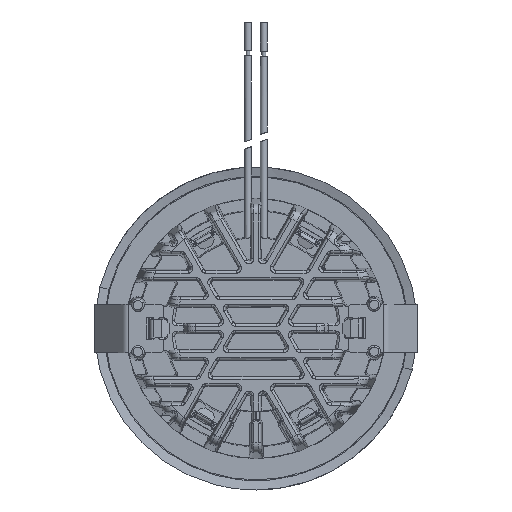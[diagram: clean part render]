
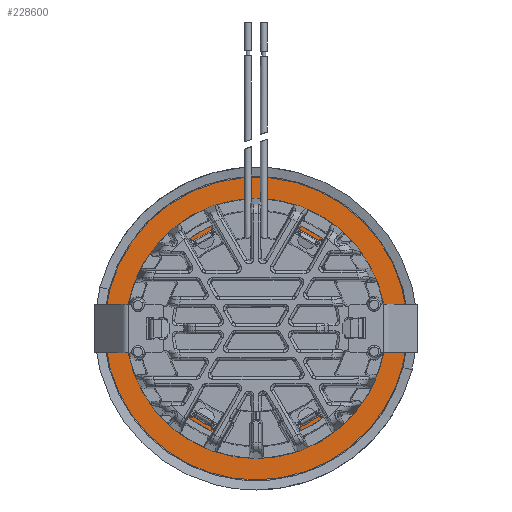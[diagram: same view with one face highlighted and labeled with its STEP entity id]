
A CAD part, top view. The second image highlights one B-rep face of the part: STEP entity #228600.
In plain terms, the highlighted face is planar.
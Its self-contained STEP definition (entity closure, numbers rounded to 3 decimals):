
#228170=CARTESIAN_POINT('',(90.326,52.49,
-6.667));
#228180=DIRECTION('',(0.,1.,
0.));
#228190=DIRECTION('',(-0.976,0.,
-0.217));
#228200=AXIS2_PLACEMENT_3D('',#228170,#228180,#228190);
#228210=PLANE('',#228200);
#228220=CARTESIAN_POINT('',(85.,52.49,
17.237));
#228230=DIRECTION('',(0.,1.,
0.));
#228240=DIRECTION('',(0.3,0.,
0.954));
#228250=AXIS2_PLACEMENT_3D('',#228220,#228230,#228240);
#228260=CIRCLE('',#228250,31.4);
#228270=CARTESIAN_POINT('',(99.528,52.49,
-10.6));
#228280=VERTEX_POINT('',#228270);
#228290=CARTESIAN_POINT('',(75.589,52.49,
-12.72));
#228300=VERTEX_POINT('',#228290);
#228310=EDGE_CURVE('',#228280,#228300,#228260,.T.);
#228320=ORIENTED_EDGE('',*,*,#228310,.F.);
#228330=CARTESIAN_POINT('',(94.411,52.49,
47.194));
#228340=VERTEX_POINT('',#228330);
#228350=EDGE_CURVE('',#228300,#228340,#228260,.T.);
#228360=ORIENTED_EDGE('',*,*,#228350,.F.);
#228370=EDGE_CURVE('',#228340,#228280,#228260,.T.);
#228380=ORIENTED_EDGE('',*,*,#228370,.F.);
#228390=EDGE_LOOP('',(#228380,#228360,#228320));
#228400=FACE_OUTER_BOUND('',#228390,.T.);
#228410=CARTESIAN_POINT('',(85.,52.49,
17.237));
#228420=DIRECTION('',(0.,-1.,
0.));
#228430=DIRECTION('',(-0.954,0.,
0.3));
#228440=AXIS2_PLACEMENT_3D('',#228410,#228420,#228430);
#228450=CIRCLE('',#228440,22.4);
#228460=CARTESIAN_POINT('',(95.364,52.49,
-2.621));
#228470=VERTEX_POINT('',#228460);
#228480=CARTESIAN_POINT('',(106.37,52.49,
10.523));
#228490=VERTEX_POINT('',#228480);
#228500=EDGE_CURVE('',#228470,#228490,#228450,.T.);
#228510=ORIENTED_EDGE('',*,*,#228500,.F.);
#228520=CARTESIAN_POINT('',(63.63,52.49,
23.95));
#228530=VERTEX_POINT('',#228520);
#228540=EDGE_CURVE('',#228490,#228530,#228450,.T.);
#228550=ORIENTED_EDGE('',*,*,#228540,.F.);
#228560=EDGE_CURVE('',#228530,#228470,#228450,.T.);
#228570=ORIENTED_EDGE('',*,*,#228560,.F.);
#228580=EDGE_LOOP('',(#228570,#228550,#228510));
#228590=FACE_BOUND('',#228580,.T.);
#228600=ADVANCED_FACE('',(#228400,#228590),#228210,.F.);
